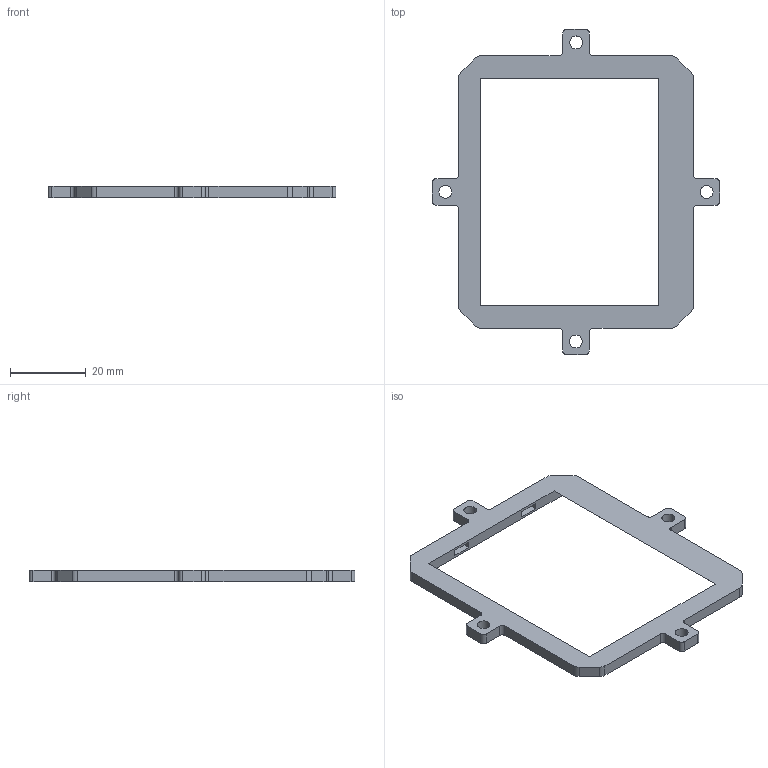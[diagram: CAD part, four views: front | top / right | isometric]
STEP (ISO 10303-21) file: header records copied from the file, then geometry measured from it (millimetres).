
FILE_DESCRIPTION (( 'STEP AP203' ), '1' );
FILE_NAME ('Small-Mounting-Bracket.STEP', '2021-07-02T12:12:14', ( '' ), ( '' ), 'SwSTEP 2.0', 'SolidWorks 2019', '' );
FILE_SCHEMA (( 'CONFIG_CONTROL_DESIGN' ));
Length unit declared in the file: millimetre
Products named in the file (1): Small-Mounting-Bracket
Bounding box: 76 x 86 x 3 mm (x, y, z)
Volume: 4896.2 mm3; surface area: 5175.3 mm2
Topology: 1 solids, 1 shells, 82 faces, 228 edges, 152 vertices
Faces by surface type: plane 50, cylinder 32
Entity records: 2733 total; most frequent: CARTESIAN_POINT 463, DIRECTION 458, ORIENTED_EDGE 456, EDGE_CURVE 228, VECTOR 164, LINE 164, VERTEX_POINT 152, AXIS2_PLACEMENT_3D 147
